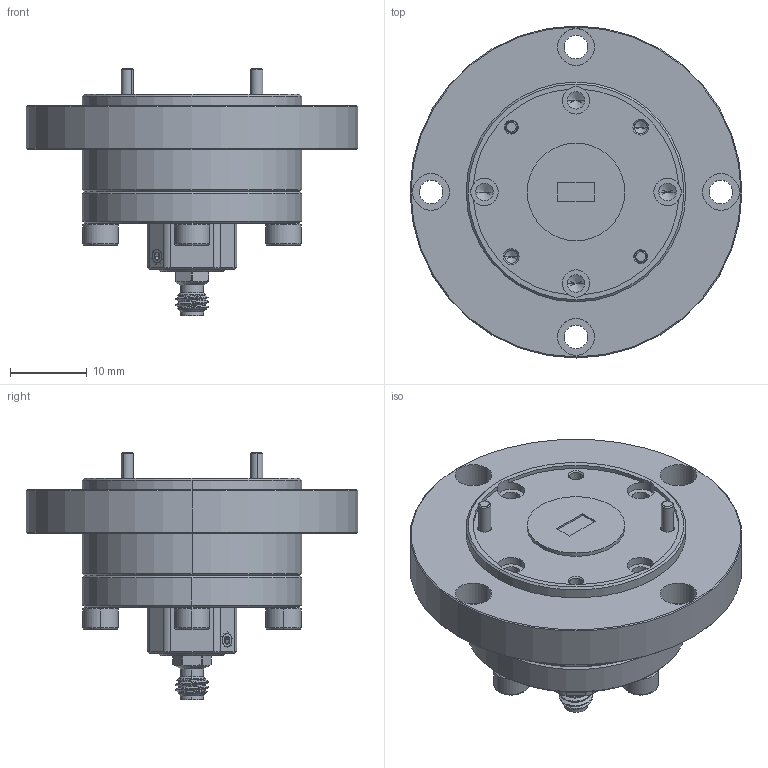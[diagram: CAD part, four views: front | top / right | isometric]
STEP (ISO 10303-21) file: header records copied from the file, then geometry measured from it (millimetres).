
FILE_DESCRIPTION (( 'STEP AP203' ), '1' );
FILE_NAME ('SWC-191F-E1-WR.STEP', '2023-06-07T16:53:59', ( '' ), ( '' ), 'SwSTEP 2.0', 'SolidWorks 2021', '' );
FILE_SCHEMA (( 'CONFIG_CONTROL_DESIGN' ));
Length unit declared in the file: inch
Products named in the file (1): SWC-191F-E1-WR
Bounding box: 43.18 x 43.18 x 32.19 mm (x, y, z)
Volume: 15213.7 mm3; surface area: 6294.5 mm2
Topology: 4 solids, 4 shells, 345 faces, 777 edges, 458 vertices
Faces by surface type: cylinder 133, plane 102, cone 93, bspline 9, torus 8
Entity records: 11297 total; most frequent: CARTESIAN_POINT 3593, DIRECTION 1669, ORIENTED_EDGE 1514, EDGE_CURVE 757, AXIS2_PLACEMENT_3D 646, VERTEX_POINT 458, EDGE_LOOP 391, VECTOR 377
